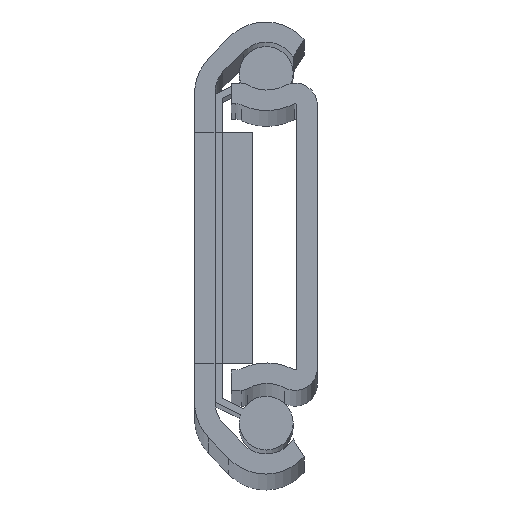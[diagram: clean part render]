
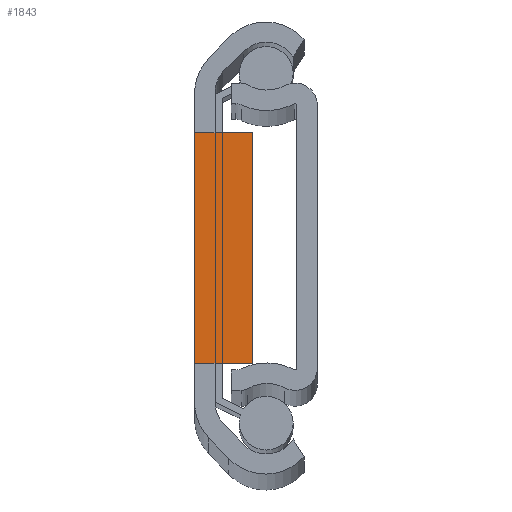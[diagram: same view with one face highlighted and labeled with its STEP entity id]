
A CAD part, top view. The second image highlights one B-rep face of the part: STEP entity #1843.
In plain terms, the highlighted planar face has unit normal (0, 0, 1).
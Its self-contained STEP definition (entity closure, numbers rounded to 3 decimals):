
#149 = ORIENTED_EDGE ( 'NONE', *, *, #513, .T. ) ;
#150 = ORIENTED_EDGE ( 'NONE', *, *, #520, .F. ) ;
#151 = ORIENTED_EDGE ( 'NONE', *, *, #522, .F. ) ;
#152 = ORIENTED_EDGE ( 'NONE', *, *, #511, .T. ) ;
#153 = ORIENTED_EDGE ( 'NONE', *, *, #547, .F. ) ;
#155 = ORIENTED_EDGE ( 'NONE', *, *, #1792, .F. ) ;
#279 = VERTEX_POINT ( 'NONE', #3444 ) ;
#280 = VERTEX_POINT ( 'NONE', #3445 ) ;
#319 = VERTEX_POINT ( 'NONE', #3484 ) ;
#322 = VERTEX_POINT ( 'NONE', #3487 ) ;
#370 = VERTEX_POINT ( 'NONE', #3535 ) ;
#375 = VERTEX_POINT ( 'NONE', #3540 ) ;
#511 = EDGE_CURVE ( 'NONE', #279, #375, #3670, .T. ) ;
#513 = EDGE_CURVE ( 'NONE', #319, #370, #3676, .T. ) ;
#520 = EDGE_CURVE ( 'NONE', #279, #280, #3697, .T. ) ;
#522 = EDGE_CURVE ( 'NONE', #280, #370, #3703, .T. ) ;
#547 = EDGE_CURVE ( 'NONE', #322, #375, #3779, .T. ) ;
#1194 = VECTOR ( 'NONE', #4135, 1000. ) ;
#1792 = EDGE_CURVE ( 'NONE', #319, #322, #4133, .T. ) ;
#1843 = ADVANCED_FACE ( 'NONE', ( #2791 ), #4295, .F. ) ;
#2112 = VECTOR ( 'NONE', #3672, 1000. ) ;
#2480 = VECTOR ( 'NONE', #3678, 1000. ) ;
#2516 = VECTOR ( 'NONE', #3705, 1000. ) ;
#2532 = VECTOR ( 'NONE', #3781, 1000. ) ;
#2534 = VECTOR ( 'NONE', #3699, 1000. ) ;
#2791 = FACE_OUTER_BOUND ( 'NONE', #3076, .T. ) ;
#2792 = AXIS2_PLACEMENT_3D ( 'NONE', #4296, #4297, #4298 ) ;
#3076 = EDGE_LOOP ( 'NONE', ( #149, #151, #150, #152, #153, #155 ) ) ;
#3444 = CARTESIAN_POINT ( 'NONE',  ( -5., 9., -2.4 ) ) ;
#3445 = CARTESIAN_POINT ( 'NONE',  ( -5., -9., -2.4 ) ) ;
#3484 = CARTESIAN_POINT ( 'NONE',  ( -9.5, -9., -2.4 ) ) ;
#3487 = CARTESIAN_POINT ( 'NONE',  ( -9.5, 9., -2.4 ) ) ;
#3535 = CARTESIAN_POINT ( 'NONE',  ( -7.9, -9., -2.4 ) ) ;
#3540 = CARTESIAN_POINT ( 'NONE',  ( -7.9, 9., -2.4 ) ) ;
#3670 = LINE ( 'NONE', #3671, #2112 ) ;
#3671 = CARTESIAN_POINT ( 'NONE',  ( -5., 9., -2.4 ) ) ;
#3672 = DIRECTION ( 'NONE',  ( -1., 0., 0. ) ) ;
#3676 = LINE ( 'NONE', #3677, #2480 ) ;
#3677 = CARTESIAN_POINT ( 'NONE',  ( -9.5, -9., -2.4 ) ) ;
#3678 = DIRECTION ( 'NONE',  ( 1., 0., 0. ) ) ;
#3697 = LINE ( 'NONE', #3698, #2534 ) ;
#3698 = CARTESIAN_POINT ( 'NONE',  ( -5., 9., -2.4 ) ) ;
#3699 = DIRECTION ( 'NONE',  ( 0., -1., 0. ) ) ;
#3703 = LINE ( 'NONE', #3704, #2516 ) ;
#3704 = CARTESIAN_POINT ( 'NONE',  ( -5., -9., -2.4 ) ) ;
#3705 = DIRECTION ( 'NONE',  ( -1., 0., 0. ) ) ;
#3779 = LINE ( 'NONE', #3780, #2532 ) ;
#3780 = CARTESIAN_POINT ( 'NONE',  ( -9.5, 9., -2.4 ) ) ;
#3781 = DIRECTION ( 'NONE',  ( 1., 0., 0. ) ) ;
#4133 = LINE ( 'NONE', #4134, #1194 ) ;
#4134 = CARTESIAN_POINT ( 'NONE',  ( -9.5, 9., -2.4 ) ) ;
#4135 = DIRECTION ( 'NONE',  ( 0., 1., 0. ) ) ;
#4295 = PLANE ( 'NONE',  #2792 ) ;
#4296 = CARTESIAN_POINT ( 'NONE',  ( -9.5, 9., -2.4 ) ) ;
#4297 = DIRECTION ( 'NONE',  ( 0., 0., -1. ) ) ;
#4298 = DIRECTION ( 'NONE',  ( -1., 0., 0. ) ) ;
